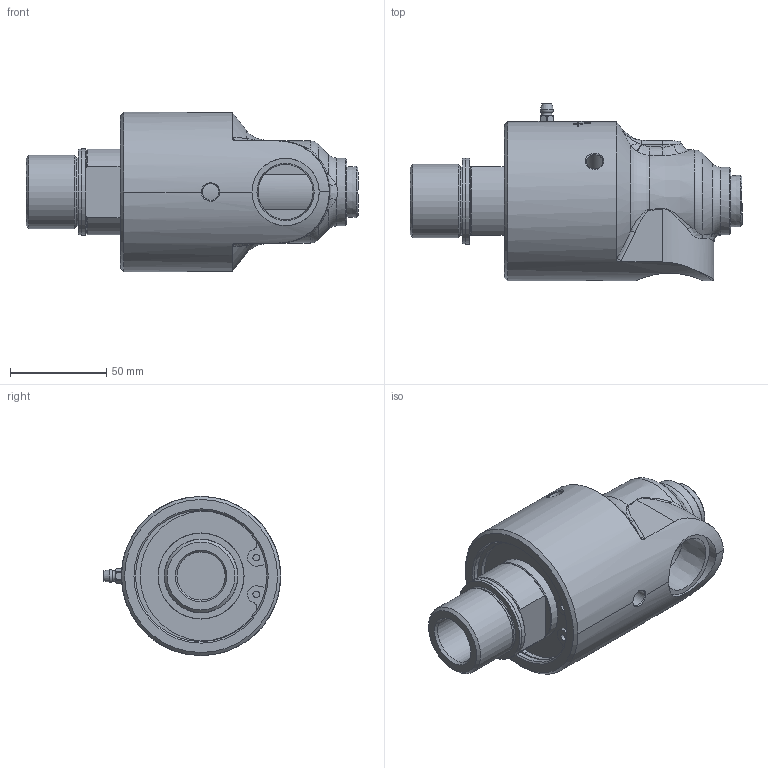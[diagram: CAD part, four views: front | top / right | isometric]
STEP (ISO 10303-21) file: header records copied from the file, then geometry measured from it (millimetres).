
FILE_DESCRIPTION(/* description */ (''),/* implementation_level */ '2;1');
FILE_NAME(/* name */ '357-000-019-IC.stp',/* time_stamp */ '2020-05-18T09:46:25-05:00',/* author */ ('Moorera'),/* organization */ (''),/* preprocessor_version */ 'ST-DEVELOPER v18.1',/* originating_system */ 'Autodesk Inventor 2020',/* authorisation */ '');
FILE_SCHEMA (('AUTOMOTIVE_DESIGN { 1 0 10303 214 3 1 1 }'));
Length unit declared in the file: millimetre
Products named in the file (1): 357-000-019-IC
Bounding box: 172.34 x 92.01 x 82.6 mm (x, y, z)
Volume: 490583.4 mm3; surface area: 53043.7 mm2
Topology: 1 solids, 2 shells, 471 faces, 1252 edges, 827 vertices
Faces by surface type: bspline 221, plane 125, cylinder 74, cone 41, torus 10
Full cylindrical faces by diameter (mm): 2.005 x1, 3.444 x2, 3.5 x1, 5.359 x1, 8.6 x3, 25 x1, 28.575 x1, 34.9 x1, 38.052 x1, 38.25 x1, 44.5 x1, 44.65 x2, 68.1 x1
Entity records: 25051 total; most frequent: CARTESIAN_POINT 14159, ORIENTED_EDGE 2498, DIRECTION 1745, EDGE_CURVE 1249, VERTEX_POINT 827, AXIS2_PLACEMENT_3D 671, EDGE_LOOP 518, FACE_OUTER_BOUND 471
